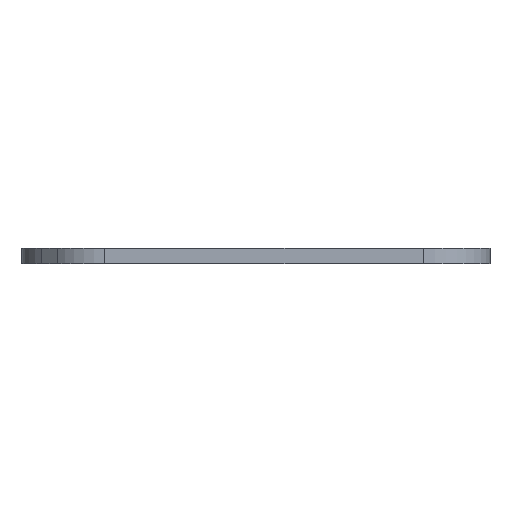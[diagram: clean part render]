
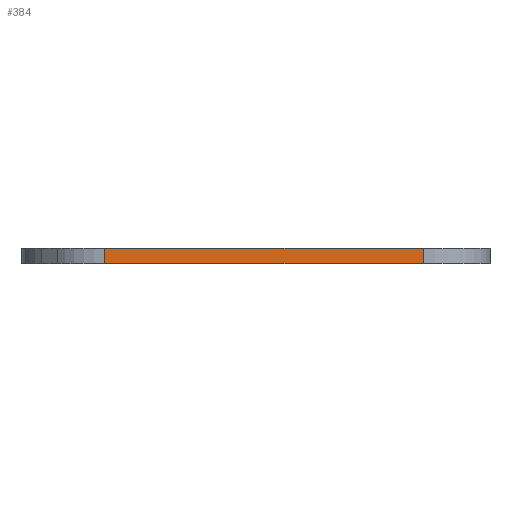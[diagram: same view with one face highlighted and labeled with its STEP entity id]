
A CAD part, left-side view. The second image highlights one B-rep face of the part: STEP entity #384.
In plain terms, the highlighted planar face has unit normal (-1, 0, 0).
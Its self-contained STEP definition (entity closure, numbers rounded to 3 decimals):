
#11 = EDGE_LOOP ( 'NONE', ( #708, #134, #845, #368 ) ) ;
#50 = CARTESIAN_POINT ( 'NONE',  ( 8.385, 86.08, 3.175 ) ) ;
#65 = VERTEX_POINT ( 'NONE', #885 ) ;
#82 = CARTESIAN_POINT ( 'NONE',  ( 8.385, 86.08, 3.175 ) ) ;
#124 = DIRECTION ( 'NONE',  ( 0., 1., 0. ) ) ;
#134 = ORIENTED_EDGE ( 'NONE', *, *, #200, .F. ) ;
#175 = PLANE ( 'NONE',  #1056 ) ;
#200 = EDGE_CURVE ( 'NONE', #920, #960, #579, .T. ) ;
#243 = DIRECTION ( 'NONE',  ( 0., 0., -1. ) ) ;
#331 = DIRECTION ( 'NONE',  ( 0., -1., 0. ) ) ;
#346 = CARTESIAN_POINT ( 'NONE',  ( 8.385, 86.08, 3.175 ) ) ;
#368 = ORIENTED_EDGE ( 'NONE', *, *, #680, .T. ) ;
#384 = ADVANCED_FACE ( 'NONE', ( #630 ), #175, .F. ) ;
#452 = EDGE_CURVE ( 'NONE', #952, #920, #674, .T. ) ;
#490 = CARTESIAN_POINT ( 'NONE',  ( 8.385, 20.461, 3.175 ) ) ;
#529 = VECTOR ( 'NONE', #331, 1000. ) ;
#579 = LINE ( 'NONE', #490, #1048 ) ;
#630 = FACE_OUTER_BOUND ( 'NONE', #11, .T. ) ;
#674 = LINE ( 'NONE', #679, #1114 ) ;
#679 = CARTESIAN_POINT ( 'NONE',  ( 8.385, 86.08, 3.175 ) ) ;
#680 = EDGE_CURVE ( 'NONE', #952, #65, #1166, .T. ) ;
#691 = VECTOR ( 'NONE', #243, 1000. ) ;
#708 = ORIENTED_EDGE ( 'NONE', *, *, #997, .T. ) ;
#754 = DIRECTION ( 'NONE',  ( 1., 0., 0. ) ) ;
#785 = CARTESIAN_POINT ( 'NONE',  ( 8.385, 20.461, 0. ) ) ;
#793 = LINE ( 'NONE', #1167, #529 ) ;
#845 = ORIENTED_EDGE ( 'NONE', *, *, #452, .F. ) ;
#885 = CARTESIAN_POINT ( 'NONE',  ( 8.385, 86.08, 0. ) ) ;
#920 = VERTEX_POINT ( 'NONE', #1046 ) ;
#952 = VERTEX_POINT ( 'NONE', #50 ) ;
#960 = VERTEX_POINT ( 'NONE', #785 ) ;
#997 = EDGE_CURVE ( 'NONE', #65, #960, #793, .T. ) ;
#1044 = DIRECTION ( 'NONE',  ( 0., -1., 0. ) ) ;
#1046 = CARTESIAN_POINT ( 'NONE',  ( 8.385, 20.461, 3.175 ) ) ;
#1048 = VECTOR ( 'NONE', #1135, 1000. ) ;
#1056 = AXIS2_PLACEMENT_3D ( 'NONE', #82, #754, #124 ) ;
#1114 = VECTOR ( 'NONE', #1044, 1000. ) ;
#1135 = DIRECTION ( 'NONE',  ( 0., 0., -1. ) ) ;
#1166 = LINE ( 'NONE', #346, #691 ) ;
#1167 = CARTESIAN_POINT ( 'NONE',  ( 8.385, 86.08, 0. ) ) ;
